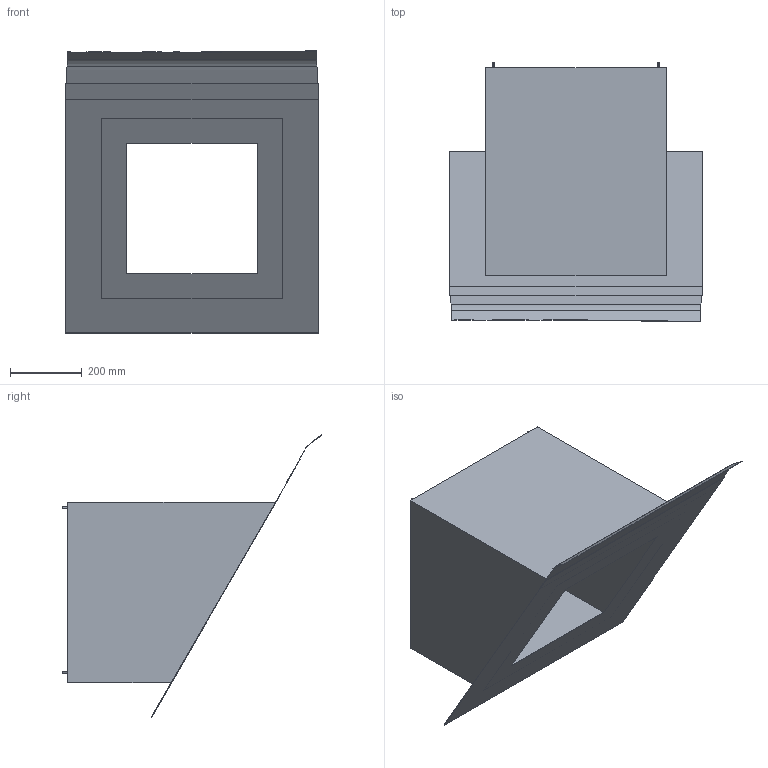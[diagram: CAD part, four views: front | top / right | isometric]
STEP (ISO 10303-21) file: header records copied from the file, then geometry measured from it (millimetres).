
FILE_DESCRIPTION (( 'STEP AP214' ), '1' );
FILE_NAME ('SDS 22.step', '2009-11-24T14:28:27', ( 'Wolfgang Schmidt' ), ( 'WS-KO' ), 'SwSTEP 2.0', 'SolidWorks 2009', '' );
FILE_SCHEMA (( 'AUTOMOTIVE_DESIGN' ));
Length unit declared in the file: millimetre
Products named in the file (1): SDS 22
Bounding box: 705.41 x 726.01 x 789.25 mm (x, y, z)
Volume: 53610066.8 mm3; surface area: 2495198.6 mm2
Topology: 1 solids, 1 shells, 59 faces, 148 edges, 96 vertices
Faces by surface type: cylinder 32, plane 27
Entity records: 1975 total; most frequent: CARTESIAN_POINT 456, ORIENTED_EDGE 296, DIRECTION 254, EDGE_CURVE 148, VERTEX_POINT 96, AXIS2_PLACEMENT_3D 86, LINE 82, VECTOR 82
